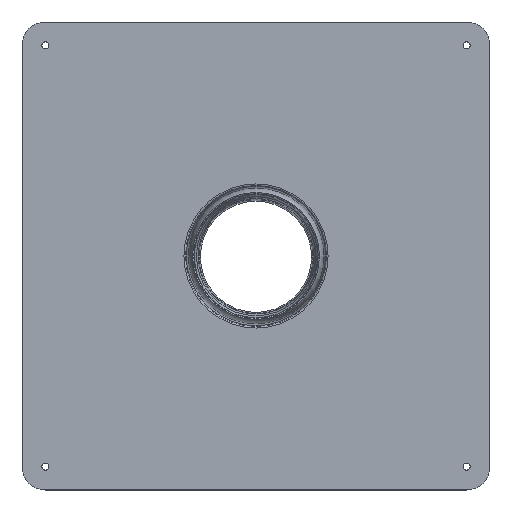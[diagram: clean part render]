
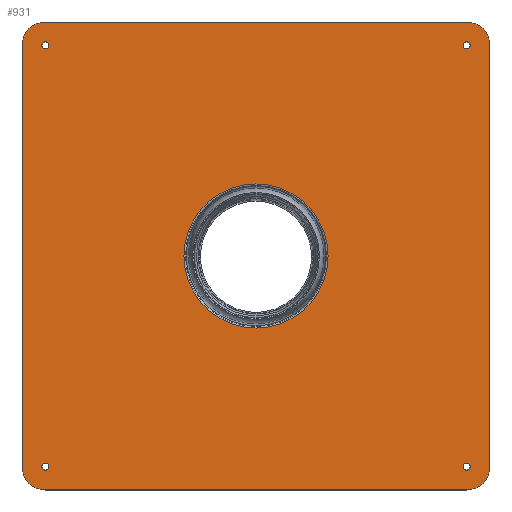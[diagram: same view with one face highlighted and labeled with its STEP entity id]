
A CAD part, top view. The second image highlights one B-rep face of the part: STEP entity #931.
In plain terms, the highlighted planar face has unit normal (0, 0, 1).
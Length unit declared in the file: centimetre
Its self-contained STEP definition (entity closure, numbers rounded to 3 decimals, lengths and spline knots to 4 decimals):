
#27=FACE_BOUND('',#163,.T.);
#28=FACE_BOUND('',#164,.T.);
#29=FACE_BOUND('',#165,.T.);
#30=FACE_BOUND('',#166,.T.);
#31=FACE_BOUND('',#167,.T.);
#46=PLANE('',#1121);
#100=FACE_OUTER_BOUND('',#162,.T.);
#162=EDGE_LOOP('',(#658,#659,#660,#661,#662,#663,#664,#665));
#163=EDGE_LOOP('',(#666));
#164=EDGE_LOOP('',(#667));
#165=EDGE_LOOP('',(#668));
#166=EDGE_LOOP('',(#669));
#167=EDGE_LOOP('',(#670));
#230=CIRCLE('',#1091,61.6127);
#233=CIRCLE('',#1095,3.);
#235=CIRCLE('',#1098,3.);
#237=CIRCLE('',#1101,3.);
#239=CIRCLE('',#1104,3.);
#240=CIRCLE('',#1106,20.);
#242=CIRCLE('',#1110,20.);
#244=CIRCLE('',#1114,20.);
#246=CIRCLE('',#1118,20.);
#340=VERTEX_POINT('',#1674);
#342=VERTEX_POINT('',#1680);
#344=VERTEX_POINT('',#1686);
#346=VERTEX_POINT('',#1692);
#348=VERTEX_POINT('',#1698);
#349=VERTEX_POINT('',#1702);
#350=VERTEX_POINT('',#1703);
#353=VERTEX_POINT('',#1711);
#355=VERTEX_POINT('',#1717);
#357=VERTEX_POINT('',#1723);
#359=VERTEX_POINT('',#1729);
#361=VERTEX_POINT('',#1735);
#363=VERTEX_POINT('',#1741);
#443=EDGE_CURVE('',#340,#340,#230,.T.);
#447=EDGE_CURVE('',#342,#342,#233,.T.);
#450=EDGE_CURVE('',#344,#344,#235,.T.);
#453=EDGE_CURVE('',#346,#346,#237,.T.);
#456=EDGE_CURVE('',#348,#348,#239,.T.);
#457=EDGE_CURVE('',#349,#350,#240,.T.);
#461=EDGE_CURVE('',#350,#353,#996,.T.);
#464=EDGE_CURVE('',#353,#355,#242,.T.);
#467=EDGE_CURVE('',#355,#357,#1000,.T.);
#470=EDGE_CURVE('',#357,#359,#244,.T.);
#473=EDGE_CURVE('',#359,#361,#1004,.T.);
#476=EDGE_CURVE('',#361,#363,#246,.T.);
#479=EDGE_CURVE('',#363,#349,#1008,.T.);
#658=ORIENTED_EDGE('',*,*,#479,.T.);
#659=ORIENTED_EDGE('',*,*,#457,.T.);
#660=ORIENTED_EDGE('',*,*,#461,.T.);
#661=ORIENTED_EDGE('',*,*,#464,.T.);
#662=ORIENTED_EDGE('',*,*,#467,.T.);
#663=ORIENTED_EDGE('',*,*,#470,.T.);
#664=ORIENTED_EDGE('',*,*,#473,.T.);
#665=ORIENTED_EDGE('',*,*,#476,.T.);
#666=ORIENTED_EDGE('',*,*,#443,.T.);
#667=ORIENTED_EDGE('',*,*,#456,.T.);
#668=ORIENTED_EDGE('',*,*,#453,.T.);
#669=ORIENTED_EDGE('',*,*,#450,.T.);
#670=ORIENTED_EDGE('',*,*,#447,.T.);
#931=ADVANCED_FACE('',(#100,#27,#28,#29,#30,#31),#46,.T.);
#996=LINE('',#1712,#1041);
#1000=LINE('',#1724,#1045);
#1004=LINE('',#1736,#1049);
#1008=LINE('',#1747,#1053);
#1041=VECTOR('',#1327,10.);
#1045=VECTOR('',#1339,10.);
#1049=VECTOR('',#1351,10.);
#1053=VECTOR('',#1363,10.);
#1091=AXIS2_PLACEMENT_3D('',#1675,#1285,#1286);
#1095=AXIS2_PLACEMENT_3D('',#1682,#1294,#1295);
#1098=AXIS2_PLACEMENT_3D('',#1688,#1301,#1302);
#1101=AXIS2_PLACEMENT_3D('',#1694,#1308,#1309);
#1104=AXIS2_PLACEMENT_3D('',#1700,#1315,#1316);
#1106=AXIS2_PLACEMENT_3D('',#1704,#1319,#1320);
#1110=AXIS2_PLACEMENT_3D('',#1718,#1332,#1333);
#1114=AXIS2_PLACEMENT_3D('',#1730,#1344,#1345);
#1118=AXIS2_PLACEMENT_3D('',#1742,#1356,#1357);
#1121=AXIS2_PLACEMENT_3D('',#1749,#1365,#1366);
#1285=DIRECTION('center_axis',(0.,0.,-1.));
#1286=DIRECTION('ref_axis',(1.,0.,0.));
#1294=DIRECTION('center_axis',(0.,0.,-1.));
#1295=DIRECTION('ref_axis',(-1.,0.,0.));
#1301=DIRECTION('center_axis',(0.,0.,-1.));
#1302=DIRECTION('ref_axis',(-1.,0.,0.));
#1308=DIRECTION('center_axis',(0.,0.,-1.));
#1309=DIRECTION('ref_axis',(-1.,0.,0.));
#1315=DIRECTION('center_axis',(0.,0.,-1.));
#1316=DIRECTION('ref_axis',(-1.,0.,0.));
#1319=DIRECTION('center_axis',(0.,0.,1.));
#1320=DIRECTION('ref_axis',(0.,-1.,0.));
#1327=DIRECTION('',(0.,1.,0.));
#1332=DIRECTION('center_axis',(0.,0.,1.));
#1333=DIRECTION('ref_axis',(1.,0.,0.));
#1339=DIRECTION('',(-1.,0.,0.));
#1344=DIRECTION('center_axis',(0.,0.,1.));
#1345=DIRECTION('ref_axis',(0.,1.,0.));
#1351=DIRECTION('',(0.,-1.,0.));
#1356=DIRECTION('center_axis',(0.,0.,1.));
#1357=DIRECTION('ref_axis',(-1.,0.,0.));
#1363=DIRECTION('',(1.,0.,0.));
#1365=DIRECTION('center_axis',(0.,0.,1.));
#1366=DIRECTION('ref_axis',(1.,0.,0.));
#1674=CARTESIAN_POINT('',(61.6127,0.,298.));
#1675=CARTESIAN_POINT('Origin',(0.,0.,298.));
#1680=CARTESIAN_POINT('',(-177.,-180.,298.));
#1682=CARTESIAN_POINT('Origin',(-180.,-180.,298.));
#1686=CARTESIAN_POINT('',(-177.,180.,298.));
#1688=CARTESIAN_POINT('Origin',(-180.,180.,298.));
#1692=CARTESIAN_POINT('',(183.,180.,298.));
#1694=CARTESIAN_POINT('Origin',(180.,180.,298.));
#1698=CARTESIAN_POINT('',(183.,-180.,298.));
#1700=CARTESIAN_POINT('Origin',(180.,-180.,298.));
#1702=CARTESIAN_POINT('',(180.,-200.,298.));
#1703=CARTESIAN_POINT('',(200.,-180.,298.));
#1704=CARTESIAN_POINT('Origin',(180.,-180.,298.));
#1711=CARTESIAN_POINT('',(200.,180.,298.));
#1712=CARTESIAN_POINT('',(200.,-180.,298.));
#1717=CARTESIAN_POINT('',(180.,200.,298.));
#1718=CARTESIAN_POINT('Origin',(180.,180.,298.));
#1723=CARTESIAN_POINT('',(-180.,200.,298.));
#1724=CARTESIAN_POINT('',(180.,200.,298.));
#1729=CARTESIAN_POINT('',(-200.,180.,298.));
#1730=CARTESIAN_POINT('Origin',(-180.,180.,298.));
#1735=CARTESIAN_POINT('',(-200.,-180.,298.));
#1736=CARTESIAN_POINT('',(-200.,180.,298.));
#1741=CARTESIAN_POINT('',(-180.,-200.,298.));
#1742=CARTESIAN_POINT('Origin',(-180.,-180.,298.));
#1747=CARTESIAN_POINT('',(-180.,-200.,298.));
#1749=CARTESIAN_POINT('Origin',(0.,0.,298.));
